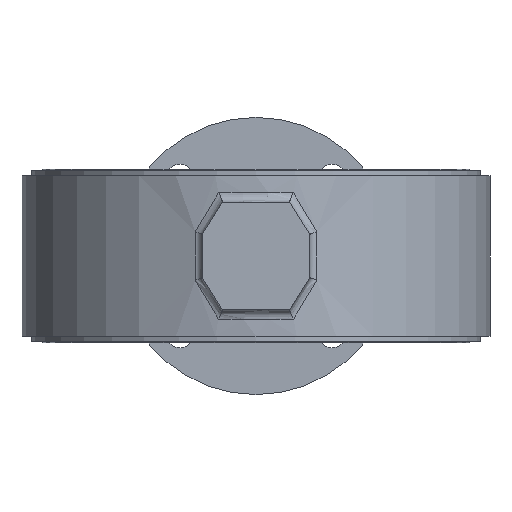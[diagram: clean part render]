
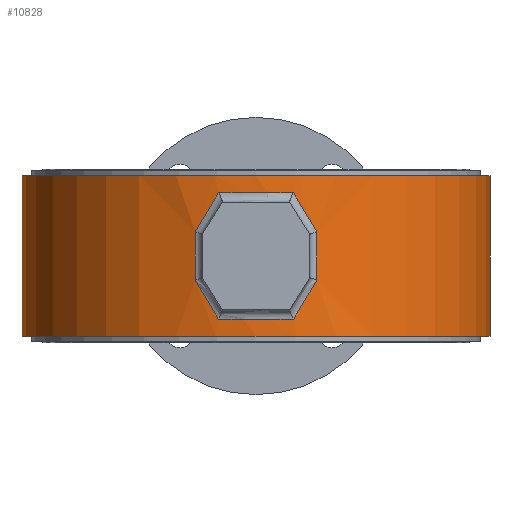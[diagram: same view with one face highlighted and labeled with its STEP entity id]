
A CAD part, front view. The second image highlights one B-rep face of the part: STEP entity #10828.
In plain terms, the highlighted cylindrical face has radius 76 mm (diameter 152 mm), a partial arc.
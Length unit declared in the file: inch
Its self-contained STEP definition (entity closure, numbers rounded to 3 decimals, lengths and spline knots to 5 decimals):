
#100 = CARTESIAN_POINT ( 'NONE',  ( 2.39383, 0.50594, 2.81587 ) ) ;
#137 = EDGE_CURVE ( 'NONE', #4590, #4450, #2537, .T. ) ;
#284 =( BOUNDED_CURVE ( )  B_SPLINE_CURVE ( 3, ( #11865, #15253, #4806, #4493 ),
 .UNSPECIFIED., .F., .F. ) 
 B_SPLINE_CURVE_WITH_KNOTS ( ( 4, 4 ),
 ( 4.44989, 4.55135 ),
 .UNSPECIFIED. ) 
 CURVE ( )  GEOMETRIC_REPRESENTATION_ITEM ( )  RATIONAL_B_SPLINE_CURVE ( ( 1., 0.999, 0.999, 1. ) ) 
 REPRESENTATION_ITEM ( '' )  );
#402 = ORIENTED_EDGE ( 'NONE', *, *, #14331, .F. ) ;
#936 = CARTESIAN_POINT ( 'NONE',  ( 2.8736, 3.45935, 4.43004 ) ) ;
#1091 = CARTESIAN_POINT ( 'NONE',  ( 3.35336, 0.50594, 2.81587 ) ) ;
#1325 = EDGE_CURVE ( 'NONE', #14562, #8436, #11165, .T. ) ;
#1474 = CARTESIAN_POINT ( 'NONE',  ( 2.09716, 0.56972, 3.31402 ) ) ;
#1551 = CARTESIAN_POINT ( 'NONE',  ( -0.11853, 3.45935, 4.66626 ) ) ;
#1573 = ORIENTED_EDGE ( 'NONE', *, *, #12877, .T. ) ;
#1623 = CARTESIAN_POINT ( 'NONE',  ( 5.86572, 3.45935, 4.66626 ) ) ;
#1857 = DIRECTION ( 'NONE',  ( 0., 0., -1. ) ) ;
#1884 = ORIENTED_EDGE ( 'NONE', *, *, #15183, .T. ) ;
#2027 =( BOUNDED_CURVE ( )  B_SPLINE_CURVE ( 3, ( #13994, #10613, #14074, #8030 ),
 .UNSPECIFIED., .F., .F. ) 
 B_SPLINE_CURVE_WITH_KNOTS ( ( 4, 4 ),
 ( 1.3083, 1.40976 ),
 .UNSPECIFIED. ) 
 CURVE ( )  GEOMETRIC_REPRESENTATION_ITEM ( )  RATIONAL_B_SPLINE_CURVE ( ( 1., 0.999, 0.999, 1. ) ) 
 REPRESENTATION_ITEM ( '' )  );
#2060 = DIRECTION ( 'NONE',  ( 0., 0., 1. ) ) ;
#2333 = ORIENTED_EDGE ( 'NONE', *, *, #12964, .T. ) ;
#2438 = CARTESIAN_POINT ( 'NONE',  ( 2.19493, 0.54345, 3.14986 ) ) ;
#2506 = CARTESIAN_POINT ( 'NONE',  ( 3.65003, 0.56972, 3.93189 ) ) ;
#2537 =( BOUNDED_CURVE ( )  B_SPLINE_CURVE ( 3, ( #100, #7556, #2438, #1474 ),
 .UNSPECIFIED., .F., .F. ) 
 B_SPLINE_CURVE_WITH_KNOTS ( ( 4, 4 ),
 ( 1.73183, 1.83329 ),
 .UNSPECIFIED. ) 
 CURVE ( )  GEOMETRIC_REPRESENTATION_ITEM ( )  RATIONAL_B_SPLINE_CURVE ( ( 1., 0.999, 0.999, 1. ) ) 
 REPRESENTATION_ITEM ( '' )  );
#2779 = LINE ( 'NONE', #8825, #7007 ) ;
#2841 = AXIS2_PLACEMENT_3D ( 'NONE', #4581, #7001, #9268 ) ;
#2890 = CARTESIAN_POINT ( 'NONE',  ( -0.11853, 3.45935, 4.64626 ) ) ;
#2896 = EDGE_CURVE ( 'NONE', #13008, #11150, #2027, .T. ) ;
#3079 = CARTESIAN_POINT ( 'NONE',  ( 3.65003, 0.56972, 3.93189 ) ) ;
#3559 = CARTESIAN_POINT ( 'NONE',  ( 5.86572, 3.45935, 4.64626 ) ) ;
#3561 = CYLINDRICAL_SURFACE ( 'NONE', #2841, 2.99213 ) ;
#3642 = VERTEX_POINT ( 'NONE', #3559 ) ;
#3962 = VERTEX_POINT ( 'NONE', #1091 ) ;
#4070 = EDGE_CURVE ( 'NONE', #4450, #13008, #2779, .T. ) ;
#4369 = DIRECTION ( 'NONE',  ( 0., 0., 1. ) ) ;
#4377 = DIRECTION ( 'NONE',  ( 1., 0., 0. ) ) ;
#4450 = VERTEX_POINT ( 'NONE', #8152 ) ;
#4493 = CARTESIAN_POINT ( 'NONE',  ( 3.35336, 0.50594, 2.81587 ) ) ;
#4581 = CARTESIAN_POINT ( 'NONE',  ( 2.8736, 3.45935, 4.66626 ) ) ;
#4590 = VERTEX_POINT ( 'NONE', #15460 ) ;
#4806 = CARTESIAN_POINT ( 'NONE',  ( 3.45329, 0.52218, 2.98366 ) ) ;
#5184 = VERTEX_POINT ( 'NONE', #10199 ) ;
#5303 = DIRECTION ( 'NONE',  ( 0., 0., -1. ) ) ;
#5364 = ORIENTED_EDGE ( 'NONE', *, *, #137, .T. ) ;
#5370 = CIRCLE ( 'NONE', #11405, 2.99213 ) ;
#5761 = VERTEX_POINT ( 'NONE', #9569 ) ;
#5777 = EDGE_CURVE ( 'NONE', #6693, #3962, #284, .T. ) ;
#5956 = CARTESIAN_POINT ( 'NONE',  ( 3.45329, 0.52218, 4.26225 ) ) ;
#6334 = EDGE_LOOP ( 'NONE', ( #14176, #7720, #1884, #11997, #2333, #7334, #11829, #5364 ) ) ;
#6590 = VECTOR ( 'NONE', #10186, 39.37008 ) ;
#6600 = CARTESIAN_POINT ( 'NONE',  ( 3.65003, 0.56972, 4.66626 ) ) ;
#6693 = VERTEX_POINT ( 'NONE', #15004 ) ;
#6919 = FACE_OUTER_BOUND ( 'NONE', #11092, .T. ) ;
#7001 = DIRECTION ( 'NONE',  ( 0., 0., -1. ) ) ;
#7007 = VECTOR ( 'NONE', #10210, 39.37008 ) ;
#7218 = EDGE_CURVE ( 'NONE', #7793, #3642, #15563, .T. ) ;
#7334 = ORIENTED_EDGE ( 'NONE', *, *, #5777, .T. ) ;
#7338 = VECTOR ( 'NONE', #1857, 39.37008 ) ;
#7455 = CARTESIAN_POINT ( 'NONE',  ( 3.55226, 0.54345, 4.09606 ) ) ;
#7556 = CARTESIAN_POINT ( 'NONE',  ( 2.2939, 0.52218, 2.98366 ) ) ;
#7720 = ORIENTED_EDGE ( 'NONE', *, *, #2896, .T. ) ;
#7773 = LINE ( 'NONE', #6600, #6590 ) ;
#7793 = VERTEX_POINT ( 'NONE', #2890 ) ;
#8030 = CARTESIAN_POINT ( 'NONE',  ( 2.39383, 0.50594, 4.43004 ) ) ;
#8038 = AXIS2_PLACEMENT_3D ( 'NONE', #12816, #12728, #12582 ) ;
#8152 = CARTESIAN_POINT ( 'NONE',  ( 2.09716, 0.56972, 3.31402 ) ) ;
#8436 = VERTEX_POINT ( 'NONE', #3079 ) ;
#8615 = CARTESIAN_POINT ( 'NONE',  ( 3.35336, 0.50594, 4.43004 ) ) ;
#8707 = DIRECTION ( 'NONE',  ( 0., 0., -1. ) ) ;
#8825 = CARTESIAN_POINT ( 'NONE',  ( 2.09716, 0.56972, 4.66626 ) ) ;
#8897 = CIRCLE ( 'NONE', #11903, 2.99213 ) ;
#8992 = DIRECTION ( 'NONE',  ( -1., 0., 0. ) ) ;
#9268 = DIRECTION ( 'NONE',  ( -1., 0., 0. ) ) ;
#9407 = CARTESIAN_POINT ( 'NONE',  ( 2.09716, 0.56972, 3.93189 ) ) ;
#9505 = EDGE_CURVE ( 'NONE', #3962, #4590, #14811, .T. ) ;
#9569 = CARTESIAN_POINT ( 'NONE',  ( -0.11853, 3.45935, 2.59965 ) ) ;
#10010 = AXIS2_PLACEMENT_3D ( 'NONE', #15124, #4369, #10304 ) ;
#10186 = DIRECTION ( 'NONE',  ( 0., 0., -1. ) ) ;
#10199 = CARTESIAN_POINT ( 'NONE',  ( 5.86572, 3.45935, 2.59965 ) ) ;
#10210 = DIRECTION ( 'NONE',  ( 0., 0., 1. ) ) ;
#10304 = DIRECTION ( 'NONE',  ( 1., 0., 0. ) ) ;
#10613 = CARTESIAN_POINT ( 'NONE',  ( 2.19493, 0.54345, 4.09606 ) ) ;
#10828 = ADVANCED_FACE ( 'NONE', ( #6919, #14155 ), #3561, .T. ) ;
#11092 = EDGE_LOOP ( 'NONE', ( #402, #14391, #1573, #11743 ) ) ;
#11150 = VERTEX_POINT ( 'NONE', #13654 ) ;
#11165 =( BOUNDED_CURVE ( )  B_SPLINE_CURVE ( 3, ( #14611, #5956, #7455, #2506 ),
 .UNSPECIFIED., .F., .F. ) 
 B_SPLINE_CURVE_WITH_KNOTS ( ( 4, 4 ),
 ( 4.87343, 4.97489 ),
 .UNSPECIFIED. ) 
 CURVE ( )  GEOMETRIC_REPRESENTATION_ITEM ( )  RATIONAL_B_SPLINE_CURVE ( ( 1., 0.999, 0.999, 1. ) ) 
 REPRESENTATION_ITEM ( '' )  );
#11405 = AXIS2_PLACEMENT_3D ( 'NONE', #936, #2060, #4377 ) ;
#11743 = ORIENTED_EDGE ( 'NONE', *, *, #13440, .F. ) ;
#11829 = ORIENTED_EDGE ( 'NONE', *, *, #9505, .T. ) ;
#11865 = CARTESIAN_POINT ( 'NONE',  ( 3.65003, 0.56972, 3.31402 ) ) ;
#11903 = AXIS2_PLACEMENT_3D ( 'NONE', #14819, #5303, #8992 ) ;
#11997 = ORIENTED_EDGE ( 'NONE', *, *, #1325, .T. ) ;
#12456 = VECTOR ( 'NONE', #8707, 39.37008 ) ;
#12503 = LINE ( 'NONE', #1551, #7338 ) ;
#12582 = DIRECTION ( 'NONE',  ( -1., 0., 0. ) ) ;
#12728 = DIRECTION ( 'NONE',  ( 0., 0., -1. ) ) ;
#12816 = CARTESIAN_POINT ( 'NONE',  ( 2.8736, 3.45935, 2.81587 ) ) ;
#12877 = EDGE_CURVE ( 'NONE', #7793, #5761, #12503, .T. ) ;
#12964 = EDGE_CURVE ( 'NONE', #8436, #6693, #7773, .T. ) ;
#13008 = VERTEX_POINT ( 'NONE', #9407 ) ;
#13440 = EDGE_CURVE ( 'NONE', #5184, #5761, #8897, .T. ) ;
#13654 = CARTESIAN_POINT ( 'NONE',  ( 2.39383, 0.50594, 4.43004 ) ) ;
#13994 = CARTESIAN_POINT ( 'NONE',  ( 2.09716, 0.56972, 3.93189 ) ) ;
#14074 = CARTESIAN_POINT ( 'NONE',  ( 2.2939, 0.52218, 4.26225 ) ) ;
#14155 = FACE_BOUND ( 'NONE', #6334, .T. ) ;
#14176 = ORIENTED_EDGE ( 'NONE', *, *, #4070, .T. ) ;
#14331 = EDGE_CURVE ( 'NONE', #3642, #5184, #14681, .T. ) ;
#14391 = ORIENTED_EDGE ( 'NONE', *, *, #7218, .F. ) ;
#14562 = VERTEX_POINT ( 'NONE', #8615 ) ;
#14611 = CARTESIAN_POINT ( 'NONE',  ( 3.35336, 0.50594, 4.43004 ) ) ;
#14681 = LINE ( 'NONE', #1623, #12456 ) ;
#14811 = CIRCLE ( 'NONE', #8038, 2.99213 ) ;
#14819 = CARTESIAN_POINT ( 'NONE',  ( 2.8736, 3.45935, 2.59965 ) ) ;
#15004 = CARTESIAN_POINT ( 'NONE',  ( 3.65003, 0.56972, 3.31402 ) ) ;
#15124 = CARTESIAN_POINT ( 'NONE',  ( 2.8736, 3.45935, 4.64626 ) ) ;
#15183 = EDGE_CURVE ( 'NONE', #11150, #14562, #5370, .T. ) ;
#15253 = CARTESIAN_POINT ( 'NONE',  ( 3.55226, 0.54345, 3.14986 ) ) ;
#15460 = CARTESIAN_POINT ( 'NONE',  ( 2.39383, 0.50594, 2.81587 ) ) ;
#15563 = CIRCLE ( 'NONE', #10010, 2.99213 ) ;
